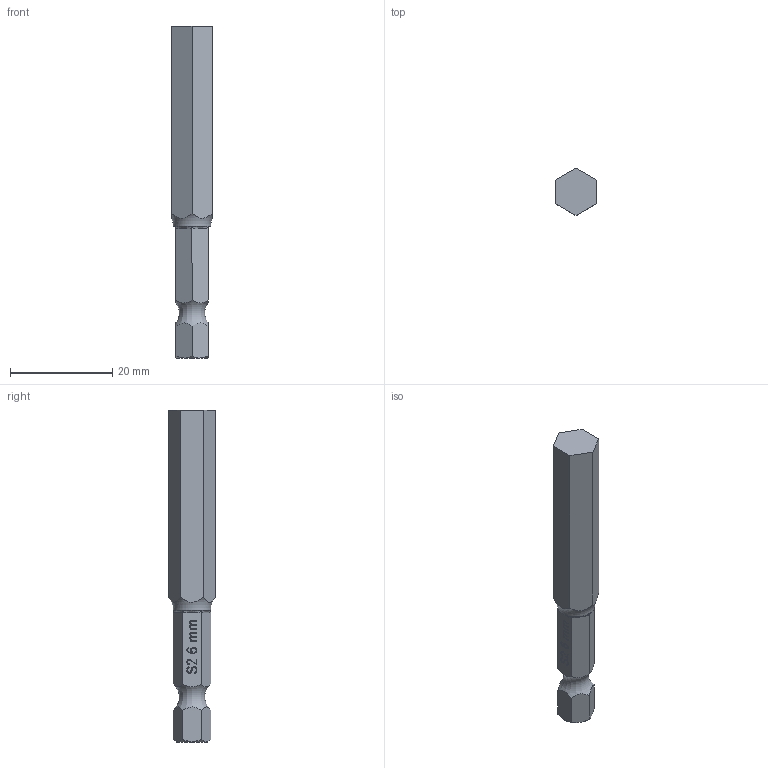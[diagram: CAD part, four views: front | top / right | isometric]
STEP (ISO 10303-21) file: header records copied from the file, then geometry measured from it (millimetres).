
FILE_DESCRIPTION(/* description */ (''),/* implementation_level */ '2;1');
FILE_NAME(/* name */ '6mm Ball End Hex Driver.step',/* time_stamp */ '2025-10-06T04:02:08-04:00',/* author */ (''),/* organization */ (''),/* preprocessor_version */ 'ST-DEVELOPER v20.1',/* originating_system */ 'Autodesk Translation Framework v14.17.0.0',/* authorisation */ '');
FILE_SCHEMA (('AUTOMOTIVE_DESIGN { 1 0 10303 214 3 1 1 }'));
Length unit declared in the file: millimetre
Products named in the file (1): 6mm Ball End Hex Driver
Bounding box: 8 x 9.24 x 65 mm (x, y, z)
Volume: 3008.8 mm3; surface area: 1727.9 mm2
Topology: 1 solids, 1 shells, 144 faces, 417 edges, 281 vertices
Faces by surface type: bspline 84, plane 58, torus 1, cone 1
Entity records: 6635 total; most frequent: CARTESIAN_POINT 3463, ORIENTED_EDGE 834, EDGE_CURVE 417, DIRECTION 338, VERTEX_POINT 281, B_SPLINE_CURVE_WITH_KNOTS 203, LINE 198, VECTOR 198
